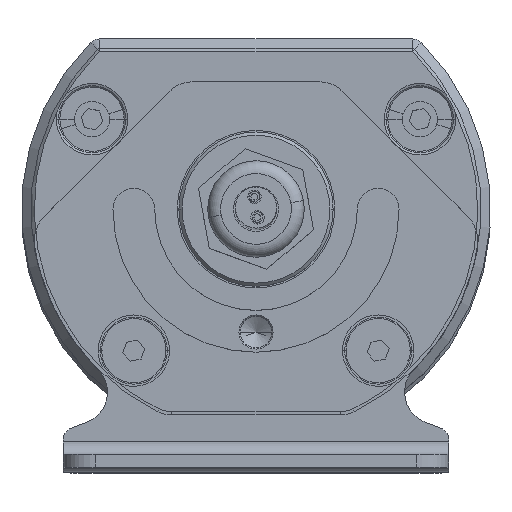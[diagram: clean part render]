
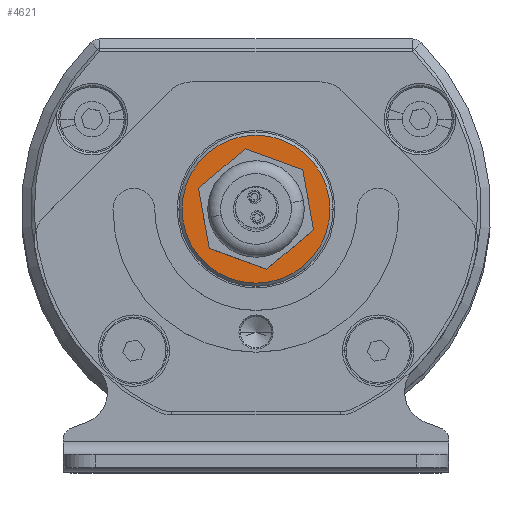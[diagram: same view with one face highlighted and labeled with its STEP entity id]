
A CAD part, top view. The second image highlights one B-rep face of the part: STEP entity #4621.
In plain terms, the highlighted planar face has unit normal (0, 0, 1).
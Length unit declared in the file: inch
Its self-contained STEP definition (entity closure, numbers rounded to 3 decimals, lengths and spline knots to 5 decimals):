
#692 = DIRECTION ( 'NONE',  ( 0., 0., -1. ) ) ;
#2545 = EDGE_CURVE ( 'NONE', #3318, #6903, #15864, .T. ) ;
#2578 = DIRECTION ( 'NONE',  ( -1., 0., 0. ) ) ;
#2669 = DIRECTION ( 'NONE',  ( 1., 0., 0. ) ) ;
#3318 = VERTEX_POINT ( 'NONE', #13472 ) ;
#3821 = CARTESIAN_POINT ( 'NONE',  ( 0.45276, -0.98228, 0.1378 ) ) ;
#3935 = DIRECTION ( 'NONE',  ( 0., 0., -1. ) ) ;
#4125 = FACE_OUTER_BOUND ( 'NONE', #5305, .T. ) ;
#4137 = CARTESIAN_POINT ( 'NONE',  ( 0., -0.98228, 0.1378 ) ) ;
#4621 = ADVANCED_FACE ( 'NONE', ( #18422, #4125 ), #10469, .T. ) ;
#4810 = ORIENTED_EDGE ( 'NONE', *, *, #12180, .T. ) ;
#5305 = EDGE_LOOP ( 'NONE', ( #8633, #8093 ) ) ;
#5757 = DIRECTION ( 'NONE',  ( 1., 0., 0. ) ) ;
#5781 = CARTESIAN_POINT ( 'NONE',  ( 0., -0.98228, 0.1378 ) ) ;
#5931 = DIRECTION ( 'NONE',  ( 0., 0., -1. ) ) ;
#6903 = VERTEX_POINT ( 'NONE', #3821 ) ;
#7621 = DIRECTION ( 'NONE',  ( 0., 0., -1. ) ) ;
#7844 = AXIS2_PLACEMENT_3D ( 'NONE', #16696, #5931, #10635 ) ;
#8093 = ORIENTED_EDGE ( 'NONE', *, *, #9539, .F. ) ;
#8633 = ORIENTED_EDGE ( 'NONE', *, *, #2545, .F. ) ;
#8769 = CARTESIAN_POINT ( 'NONE',  ( 0., -0.98228, 0.1378 ) ) ;
#9539 = EDGE_CURVE ( 'NONE', #6903, #3318, #17766, .T. ) ;
#9986 = ORIENTED_EDGE ( 'NONE', *, *, #13759, .T. ) ;
#10469 = PLANE ( 'NONE',  #15587 ) ;
#10635 = DIRECTION ( 'NONE',  ( 1., 0., 0. ) ) ;
#10989 = CIRCLE ( 'NONE', #15318, 0.31496 ) ;
#11509 = AXIS2_PLACEMENT_3D ( 'NONE', #4137, #692, #2578 ) ;
#12180 = EDGE_CURVE ( 'NONE', #19386, #15865, #10989, .T. ) ;
#12738 = CARTESIAN_POINT ( 'NONE',  ( 0.31496, -0.98228, 0.1378 ) ) ;
#12884 = CARTESIAN_POINT ( 'NONE',  ( -0.31496, -0.98228, 0.1378 ) ) ;
#12981 = CARTESIAN_POINT ( 'NONE',  ( 0., -0.98228, 0.1378 ) ) ;
#13472 = CARTESIAN_POINT ( 'NONE',  ( -0.45276, -0.98228, 0.1378 ) ) ;
#13759 = EDGE_CURVE ( 'NONE', #15865, #19386, #16505, .T. ) ;
#14753 = DIRECTION ( 'NONE',  ( -1., 0., 0. ) ) ;
#15318 = AXIS2_PLACEMENT_3D ( 'NONE', #8769, #7621, #5757 ) ;
#15587 = AXIS2_PLACEMENT_3D ( 'NONE', #5781, #16846, #2669 ) ;
#15864 = CIRCLE ( 'NONE', #11509, 0.45276 ) ;
#15865 = VERTEX_POINT ( 'NONE', #12738 ) ;
#16505 = CIRCLE ( 'NONE', #7844, 0.31496 ) ;
#16696 = CARTESIAN_POINT ( 'NONE',  ( 0., -0.98228, 0.1378 ) ) ;
#16846 = DIRECTION ( 'NONE',  ( 0., 0., 1. ) ) ;
#17106 = AXIS2_PLACEMENT_3D ( 'NONE', #12981, #3935, #14753 ) ;
#17766 = CIRCLE ( 'NONE', #17106, 0.45276 ) ;
#18422 = FACE_BOUND ( 'NONE', #19859, .T. ) ;
#19386 = VERTEX_POINT ( 'NONE', #12884 ) ;
#19859 = EDGE_LOOP ( 'NONE', ( #9986, #4810 ) ) ;
